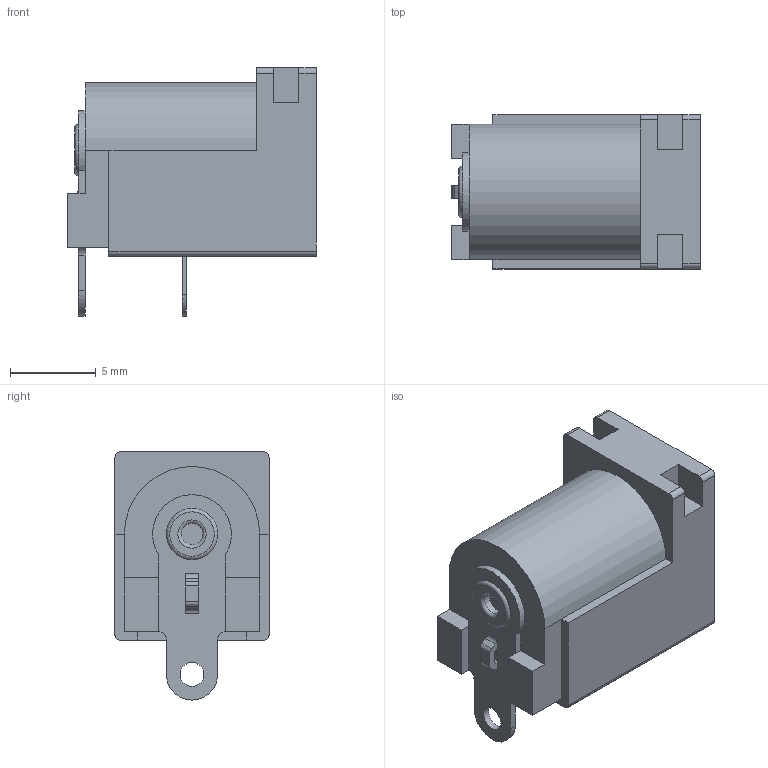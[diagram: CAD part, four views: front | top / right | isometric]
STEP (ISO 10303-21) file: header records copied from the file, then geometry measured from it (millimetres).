
FILE_DESCRIPTION(/* description */ (''),/* implementation_level */ '2;1');
FILE_NAME(/* name */ 'CUI_DEVICES_PJ-037A-3D.step',/* time_stamp */ '2022-05-30T14:26:50+02:00',/* author */ (''),/* organization */ (''),/* preprocessor_version */ 'ST-DEVELOPER v19',/* originating_system */ 'Autodesk Translation Framework v11.7.0.108',/* authorisation */ '');
FILE_SCHEMA (('AUTOMOTIVE_DESIGN { 1 0 10303 214 3 1 1 }'));
Length unit declared in the file: inch
Products named in the file (1): (Unsaved)
Bounding box: 14.5 x 9 x 14.5 mm (x, y, z)
Volume: 783.8 mm3; surface area: 1146.8 mm2
Topology: 3 solids, 3 shells, 86 faces, 227 edges, 149 vertices
Faces by surface type: plane 60, cylinder 22, torus 3, sphere 1
Full cylindrical faces by diameter (mm): 1.25 x1, 1.4 x2, 2 x1, 3 x1, 6.5 x1
Entity records: 2729 total; most frequent: CARTESIAN_POINT 462, DIRECTION 454, ORIENTED_EDGE 452, EDGE_CURVE 226, LINE 172, VECTOR 172, VERTEX_POINT 149, AXIS2_PLACEMENT_3D 141
